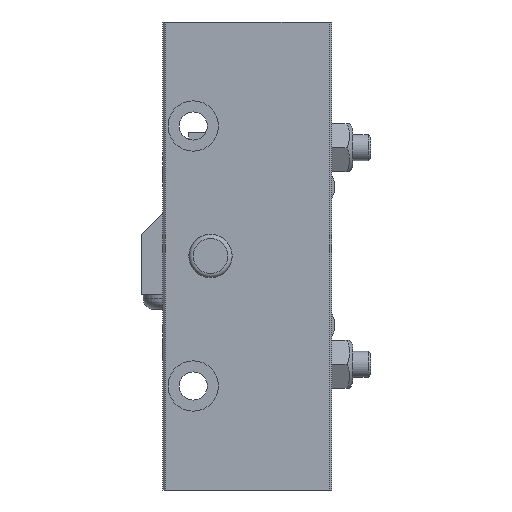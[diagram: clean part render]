
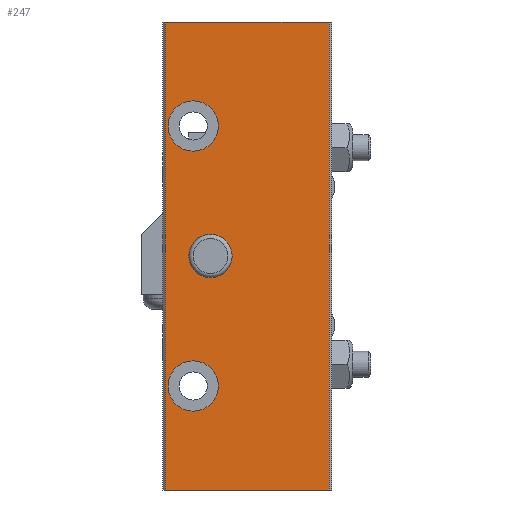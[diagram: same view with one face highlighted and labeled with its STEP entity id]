
A CAD part, front view. The second image highlights one B-rep face of the part: STEP entity #247.
In plain terms, the highlighted planar face has unit normal (0, -1, 0).
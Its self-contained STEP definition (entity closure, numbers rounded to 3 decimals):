
#247 = ADVANCED_FACE( '', ( #520, #521, #522, #523 ), #524, .F. );
#520 = FACE_BOUND( '', #911, .T. );
#521 = FACE_BOUND( '', #912, .T. );
#522 = FACE_BOUND( '', #913, .T. );
#523 = FACE_OUTER_BOUND( '', #914, .T. );
#524 = PLANE( '', #915 );
#911 = EDGE_LOOP( '', ( #1699 ) );
#912 = EDGE_LOOP( '', ( #1700 ) );
#913 = EDGE_LOOP( '', ( #1701 ) );
#914 = EDGE_LOOP( '', ( #1702, #1703, #1704, #1705 ) );
#915 = AXIS2_PLACEMENT_3D( '', #1706, #1707, #1708 );
#1699 = ORIENTED_EDGE( '', *, *, #2458, .F. );
#1700 = ORIENTED_EDGE( '', *, *, #2411, .F. );
#1701 = ORIENTED_EDGE( '', *, *, #2417, .F. );
#1702 = ORIENTED_EDGE( '', *, *, #2444, .T. );
#1703 = ORIENTED_EDGE( '', *, *, #2457, .F. );
#1704 = ORIENTED_EDGE( '', *, *, #2426, .F. );
#1705 = ORIENTED_EDGE( '', *, *, #2459, .T. );
#1706 = CARTESIAN_POINT( '', ( -9.45, -13.5, 27. ) );
#1707 = DIRECTION( '', ( 0., 1., 0. ) );
#1708 = DIRECTION( '', ( 0., 0., 1. ) );
#2411 = EDGE_CURVE( '', #2853, #2853, #2854, .T. );
#2417 = EDGE_CURVE( '', #2865, #2865, #2866, .T. );
#2426 = EDGE_CURVE( '', #2882, #2884, #2885, .T. );
#2444 = EDGE_CURVE( '', #2920, #2918, #2921, .T. );
#2457 = EDGE_CURVE( '', #2884, #2918, #2936, .T. );
#2458 = EDGE_CURVE( '', #2937, #2937, #2938, .T. );
#2459 = EDGE_CURVE( '', #2882, #2920, #2939, .T. );
#2853 = VERTEX_POINT( '', #3584 );
#2854 = CIRCLE( '', #3585, 2.9 );
#2865 = VERTEX_POINT( '', #3596 );
#2866 = CIRCLE( '', #3597, 2.9 );
#2882 = VERTEX_POINT( '', #3615 );
#2884 = VERTEX_POINT( '', #3618 );
#2885 = LINE( '', #3619, #3620 );
#2918 = VERTEX_POINT( '', #3667 );
#2920 = VERTEX_POINT( '', #3670 );
#2921 = LINE( '', #3671, #3672 );
#2936 = LINE( '', #3698, #3699 );
#2937 = VERTEX_POINT( '', #3700 );
#2938 = CIRCLE( '', #3701, 2.5 );
#2939 = LINE( '', #3702, #3703 );
#3584 = CARTESIAN_POINT( '', ( -6.25, -13.5, -17.9 ) );
#3585 = AXIS2_PLACEMENT_3D( '', #4280, #4281, #4282 );
#3596 = CARTESIAN_POINT( '', ( -6.25, -13.5, 12.1 ) );
#3597 = AXIS2_PLACEMENT_3D( '', #4298, #4299, #4300 );
#3615 = CARTESIAN_POINT( '', ( -9.45, -13.5, 27. ) );
#3618 = CARTESIAN_POINT( '', ( 9.45, -13.5, 27. ) );
#3619 = CARTESIAN_POINT( '', ( -9.45, -13.5, 27. ) );
#3620 = VECTOR( '', #4319, 1000. );
#3667 = CARTESIAN_POINT( '', ( 9.45, -13.5, -27. ) );
#3670 = CARTESIAN_POINT( '', ( -9.45, -13.5, -27. ) );
#3671 = CARTESIAN_POINT( '', ( -9.45, -13.5, -27. ) );
#3672 = VECTOR( '', #4341, 1000. );
#3698 = CARTESIAN_POINT( '', ( 9.45, -13.5, 27. ) );
#3699 = VECTOR( '', #4356, 1000. );
#3700 = CARTESIAN_POINT( '', ( -4.25, -13.5, -2.5 ) );
#3701 = AXIS2_PLACEMENT_3D( '', #4357, #4358, #4359 );
#3702 = CARTESIAN_POINT( '', ( -9.45, -13.5, 27. ) );
#3703 = VECTOR( '', #4360, 1000. );
#4280 = CARTESIAN_POINT( '', ( -6.25, -13.5, -15. ) );
#4281 = DIRECTION( '', ( 0., -1., 0. ) );
#4282 = DIRECTION( '', ( 0., 0., -1. ) );
#4298 = CARTESIAN_POINT( '', ( -6.25, -13.5, 15. ) );
#4299 = DIRECTION( '', ( 0., -1., 0. ) );
#4300 = DIRECTION( '', ( 0., 0., -1. ) );
#4319 = DIRECTION( '', ( 1., 0., 0. ) );
#4341 = DIRECTION( '', ( 1., 0., 0. ) );
#4356 = DIRECTION( '', ( 0., 0., -1. ) );
#4357 = CARTESIAN_POINT( '', ( -4.25, -13.5, 0. ) );
#4358 = DIRECTION( '', ( 0., -1., 0. ) );
#4359 = DIRECTION( '', ( 0., 0., -1. ) );
#4360 = DIRECTION( '', ( 0., 0., -1. ) );
